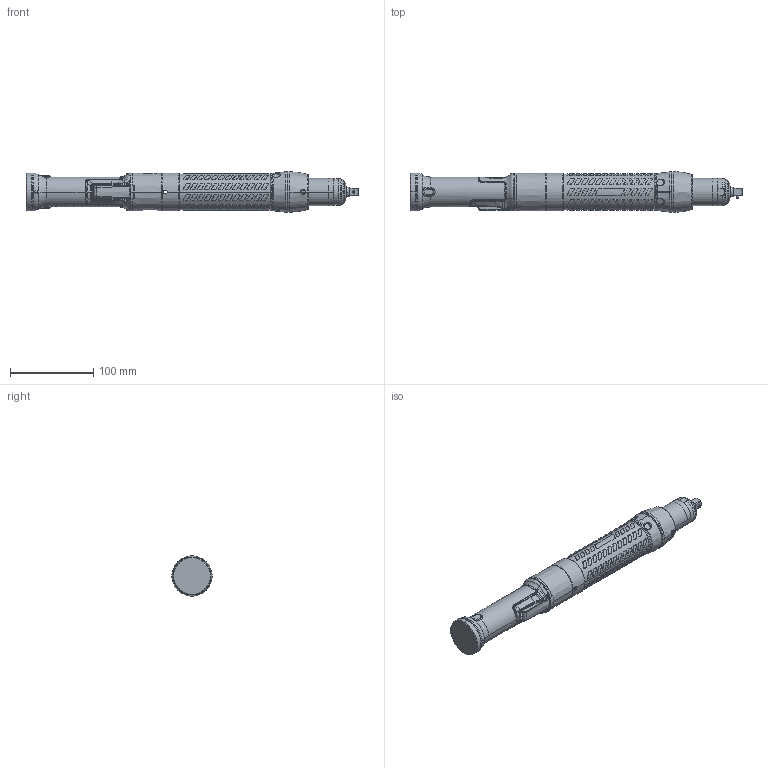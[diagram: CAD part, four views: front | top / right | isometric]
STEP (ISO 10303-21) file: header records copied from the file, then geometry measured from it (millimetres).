
FILE_DESCRIPTION((''),'2;1');
FILE_NAME('50ESN27FD3_SW0002','2018-11-27T',('A1X81'),(''),'CREO PARAMETRIC BY PTC INC, 2016050','CREO PARAMETRIC BY PTC INC, 2016050','');
FILE_SCHEMA(('CONFIG_CONTROL_DESIGN'));
Products named in the file (1): 50ESN27FD3_SW0002
Bounding box: 398.5 x 48.5 x 48.5 mm (x, y, z)
Surface area: 65726.1 mm2 (no closed solid volume)
Topology: 0 solids, 264 shells, 1626 faces, 5629 edges, 4163 vertices
Faces by surface type: bspline 915, cylinder 377, extrusion 164, plane 91, torus 49, cone 30
Entity records: 105360 total; most frequent: CARTESIAN_POINT 68062, ORIENTED_EDGE 7551, EDGE_CURVE 5629, DIRECTION 5156, VERTEX_POINT 4163, B_SPLINE_CURVE_WITH_KNOTS 3311, AXIS2_PLACEMENT_3D 1963, EDGE_LOOP 1626
